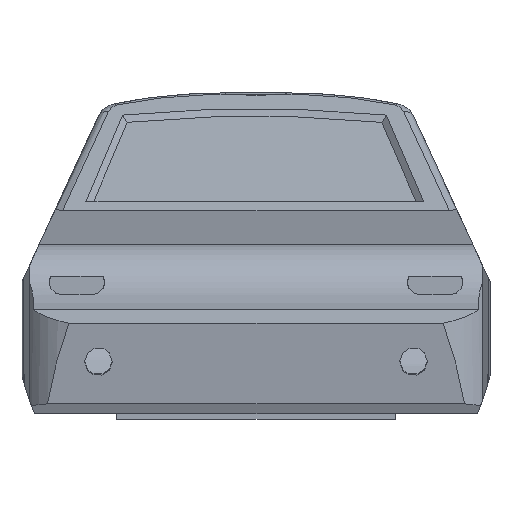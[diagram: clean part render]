
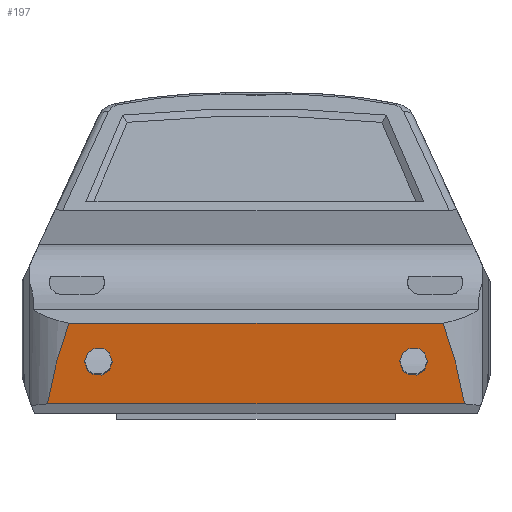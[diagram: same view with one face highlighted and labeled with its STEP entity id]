
A CAD part, left-side view. The second image highlights one B-rep face of the part: STEP entity #197.
In plain terms, the highlighted planar face has unit normal (-0.992, 0, -0.127).
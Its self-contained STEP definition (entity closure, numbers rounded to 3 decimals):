
#64=CARTESIAN_POINT('Vertex',(1.54,30.774,22.34)) ;
#70=CARTESIAN_POINT('Control Point',(1.54,30.774,22.34)) ;
#71=CARTESIAN_POINT('Control Point',(1.639,30.774,21.561)) ;
#72=CARTESIAN_POINT('Control Point',(1.739,30.465,20.782)) ;
#73=CARTESIAN_POINT('Control Point',(1.817,29.845,20.166)) ;
#74=CARTESIAN_POINT('Control Point',(1.895,28.274,19.555)) ;
#75=CARTESIAN_POINT('Control Point',(1.817,26.703,20.166)) ;
#76=CARTESIAN_POINT('Control Point',(1.739,26.082,20.782)) ;
#77=CARTESIAN_POINT('Control Point',(1.639,25.774,21.561)) ;
#78=CARTESIAN_POINT('Control Point',(1.54,25.774,22.34)) ;
#79=CARTESIAN_POINT('Vertex',(1.54,25.774,22.34)) ;
#110=CARTESIAN_POINT('Axis2P3D Location',(2.507,0.,14.765)) ;
#115=CARTESIAN_POINT('Line Origine',(2.507,0.,14.765)) ;
#119=CARTESIAN_POINT('Vertex',(2.507,37.416,14.765)) ;
#121=CARTESIAN_POINT('Vertex',(2.507,-37.416,14.765)) ;
#125=CARTESIAN_POINT('Control Point',(0.654,-33.589,29.277)) ;
#126=CARTESIAN_POINT('Control Point',(0.764,-33.94,28.418)) ;
#127=CARTESIAN_POINT('Control Point',(0.875,-34.258,27.545)) ;
#128=CARTESIAN_POINT('Control Point',(0.987,-34.55,26.669)) ;
#129=CARTESIAN_POINT('Control Point',(1.283,-35.27,24.352)) ;
#130=CARTESIAN_POINT('Control Point',(1.583,-35.88,22.003)) ;
#131=CARTESIAN_POINT('Control Point',(1.768,-36.226,20.552)) ;
#132=CARTESIAN_POINT('Control Point',(2.028,-36.676,18.52)) ;
#133=CARTESIAN_POINT('Control Point',(2.288,-37.087,16.481)) ;
#134=CARTESIAN_POINT('Control Point',(2.361,-37.199,15.909)) ;
#135=CARTESIAN_POINT('Control Point',(2.434,-37.309,15.337)) ;
#136=CARTESIAN_POINT('Control Point',(2.507,-37.416,14.765)) ;
#137=CARTESIAN_POINT('Vertex',(0.654,-33.589,29.277)) ;
#140=CARTESIAN_POINT('Line Origine',(0.654,0.,29.277)) ;
#144=CARTESIAN_POINT('Vertex',(0.654,33.589,29.277)) ;
#148=CARTESIAN_POINT('Control Point',(0.654,33.589,29.277)) ;
#149=CARTESIAN_POINT('Control Point',(0.764,33.94,28.418)) ;
#150=CARTESIAN_POINT('Control Point',(0.875,34.258,27.545)) ;
#151=CARTESIAN_POINT('Control Point',(0.987,34.55,26.669)) ;
#152=CARTESIAN_POINT('Control Point',(1.283,35.27,24.352)) ;
#153=CARTESIAN_POINT('Control Point',(1.583,35.88,22.003)) ;
#154=CARTESIAN_POINT('Control Point',(1.768,36.226,20.552)) ;
#155=CARTESIAN_POINT('Control Point',(2.028,36.676,18.52)) ;
#156=CARTESIAN_POINT('Control Point',(2.288,37.087,16.481)) ;
#157=CARTESIAN_POINT('Control Point',(2.361,37.199,15.909)) ;
#158=CARTESIAN_POINT('Control Point',(2.434,37.309,15.337)) ;
#159=CARTESIAN_POINT('Control Point',(2.507,37.416,14.765)) ;
#167=CARTESIAN_POINT('Axis2P3D Location',(1.54,28.274,22.34)) ;
#177=CARTESIAN_POINT('Axis2P3D Location',(1.54,-28.274,22.34)) ;
#182=CARTESIAN_POINT('Vertex',(1.54,-25.774,22.34)) ;
#184=CARTESIAN_POINT('Vertex',(1.54,-30.774,22.34)) ;
#187=CARTESIAN_POINT('Axis2P3D Location',(1.54,-28.274,22.34)) ;
#111=DIRECTION('Axis2P3D Direction',(-0.992,0.,-0.127)) ;
#112=DIRECTION('Axis2P3D XDirection',(-0.127,0.,0.992)) ;
#116=DIRECTION('Vector Direction',(0.,1.,0.)) ;
#141=DIRECTION('Vector Direction',(0.,1.,0.)) ;
#168=DIRECTION('Axis2P3D Direction',(-0.992,0.,-0.127)) ;
#169=DIRECTION('Axis2P3D XDirection',(-0.127,0.,0.992)) ;
#178=DIRECTION('Axis2P3D Direction',(-0.992,0.,-0.127)) ;
#179=DIRECTION('Axis2P3D XDirection',(0.127,0.,-0.992)) ;
#188=DIRECTION('Axis2P3D Direction',(-0.992,0.,-0.127)) ;
#189=DIRECTION('Axis2P3D XDirection',(0.127,0.,-0.992)) ;
#113=AXIS2_PLACEMENT_3D('Plane Axis2P3D',#110,#111,#112) ;
#170=AXIS2_PLACEMENT_3D('Ellipse Axis2P3D',#167,#168,#169) ;
#180=AXIS2_PLACEMENT_3D('Ellipse Axis2P3D',#177,#178,#179) ;
#190=AXIS2_PLACEMENT_3D('Ellipse Axis2P3D',#187,#188,#189) ;
#162=ORIENTED_EDGE('',*,*,#123,.T.) ;
#163=ORIENTED_EDGE('',*,*,#139,.F.) ;
#164=ORIENTED_EDGE('',*,*,#146,.F.) ;
#165=ORIENTED_EDGE('',*,*,#160,.T.) ;
#174=ORIENTED_EDGE('',*,*,#172,.F.) ;
#175=ORIENTED_EDGE('',*,*,#81,.F.) ;
#194=ORIENTED_EDGE('',*,*,#186,.F.) ;
#195=ORIENTED_EDGE('',*,*,#192,.F.) ;
#176=FACE_BOUND('',#173,.T.) ;
#196=FACE_BOUND('',#193,.T.) ;
#117=VECTOR('Line Direction',#116,1.) ;
#142=VECTOR('Line Direction',#141,1.) ;
#197=ADVANCED_FACE('PartBody',(#166,#176,#196),#114,.T.) ;
#69=B_SPLINE_CURVE_WITH_KNOTS('',5,(#70,#71,#72,#73,#74,#75,#76,#77,#78),.UNSPECIFIED.,.F.,.U.,(6,3,6),(27.768,33.322,38.875),.UNSPECIFIED.) ;
#124=B_SPLINE_CURVE_WITH_KNOTS('',5,(#125,#126,#127,#128,#129,#130,#131,#132,#133,#134,#135,#136),.UNSPECIFIED.,.F.,.U.,(6,3,3,6),(0.,6.607,17.285,21.434),.UNSPECIFIED.) ;
#147=B_SPLINE_CURVE_WITH_KNOTS('',5,(#148,#149,#150,#151,#152,#153,#154,#155,#156,#157,#158,#159),.UNSPECIFIED.,.F.,.U.,(6,3,3,6),(0.,6.607,17.285,21.434),.UNSPECIFIED.) ;
#81=EDGE_CURVE('',#65,#80,#69,.T.) ;
#123=EDGE_CURVE('',#120,#122,#118,.F.) ;
#139=EDGE_CURVE('',#138,#122,#124,.T.) ;
#146=EDGE_CURVE('',#145,#138,#143,.F.) ;
#160=EDGE_CURVE('',#145,#120,#147,.T.) ;
#172=EDGE_CURVE('',#80,#65,#171,.T.) ;
#186=EDGE_CURVE('',#183,#185,#181,.T.) ;
#192=EDGE_CURVE('',#185,#183,#191,.T.) ;
#161=EDGE_LOOP('',(#162,#163,#164,#165)) ;
#173=EDGE_LOOP('',(#174,#175)) ;
#193=EDGE_LOOP('',(#194,#195)) ;
#171=ELLIPSE('Ellipse',#170,2.5,2.5) ;
#181=ELLIPSE('Ellipse',#180,2.5,2.5) ;
#191=ELLIPSE('Ellipse',#190,2.5,2.5) ;
#166=FACE_OUTER_BOUND('',#161,.T.) ;
#118=LINE('Line',#115,#117) ;
#143=LINE('Line',#140,#142) ;
#114=PLANE('',#113) ;
#65=VERTEX_POINT('',#64) ;
#80=VERTEX_POINT('',#79) ;
#120=VERTEX_POINT('',#119) ;
#122=VERTEX_POINT('',#121) ;
#138=VERTEX_POINT('',#137) ;
#145=VERTEX_POINT('',#144) ;
#183=VERTEX_POINT('',#182) ;
#185=VERTEX_POINT('',#184) ;
